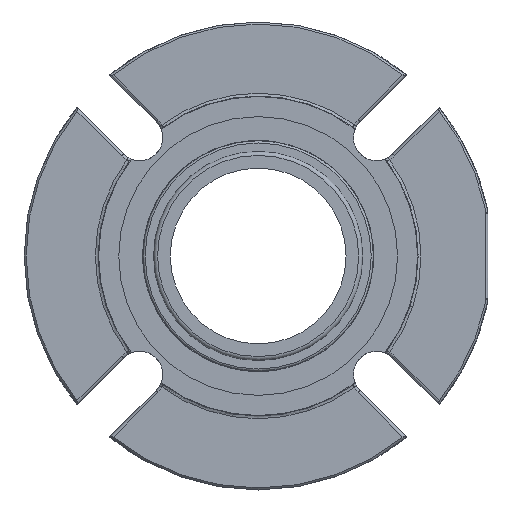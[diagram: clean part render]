
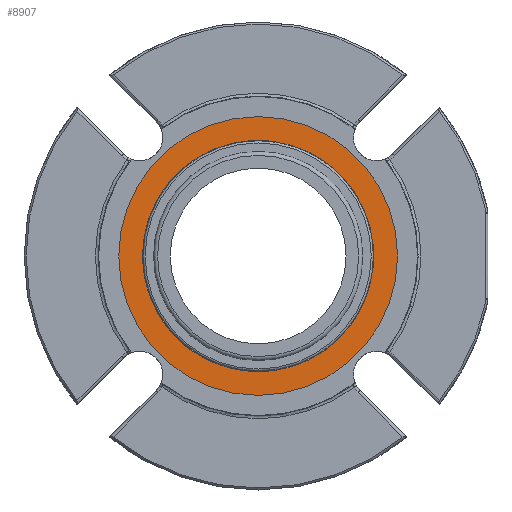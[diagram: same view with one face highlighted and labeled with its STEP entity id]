
A CAD part, front view. The second image highlights one B-rep face of the part: STEP entity #8907.
In plain terms, the highlighted planar face has unit normal (0, -1, 0).
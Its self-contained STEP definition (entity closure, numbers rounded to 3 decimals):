
#1697=PLANE('',#9502);
#1916=ORIENTED_EDGE('',*,*,#4709,.T.);
#1917=ORIENTED_EDGE('',*,*,#4708,.T.);
#4708=EDGE_CURVE('',#6110,#6110,#7011,.F.);
#4709=EDGE_CURVE('',#6111,#6111,#7012,.T.);
#6110=VERTEX_POINT('',#12847);
#6111=VERTEX_POINT('',#12850);
#7011=CIRCLE('',#9501,43.815);
#7012=CIRCLE('',#9503,52.883);
#7476=EDGE_LOOP('',(#1916));
#7477=EDGE_LOOP('',(#1917));
#8121=FACE_BOUND('',#7476,.T.);
#8122=FACE_BOUND('',#7477,.T.);
#8907=ADVANCED_FACE('',(#8121,#8122),#1697,.T.);
#9501=AXIS2_PLACEMENT_3D('',#12846,#10468,#10469);
#9502=AXIS2_PLACEMENT_3D('',#12848,#10470,#10471);
#9503=AXIS2_PLACEMENT_3D('',#12849,#10472,#10473);
#10468=DIRECTION('',(0.,-1.,0.));
#10469=DIRECTION('',(0.,0.,-1.));
#10470=DIRECTION('',(0.,-1.,0.));
#10471=DIRECTION('',(0.,0.,1.));
#10472=DIRECTION('',(0.,-1.,0.));
#10473=DIRECTION('',(0.,0.,1.));
#12846=CARTESIAN_POINT('',(0.,-14.968,0.));
#12847=CARTESIAN_POINT('',(0.,-14.968,-43.815));
#12848=CARTESIAN_POINT('',(0.,-14.968,46.038));
#12849=CARTESIAN_POINT('',(0.,-14.968,0.));
#12850=CARTESIAN_POINT('',(0.,-14.968,52.883));
